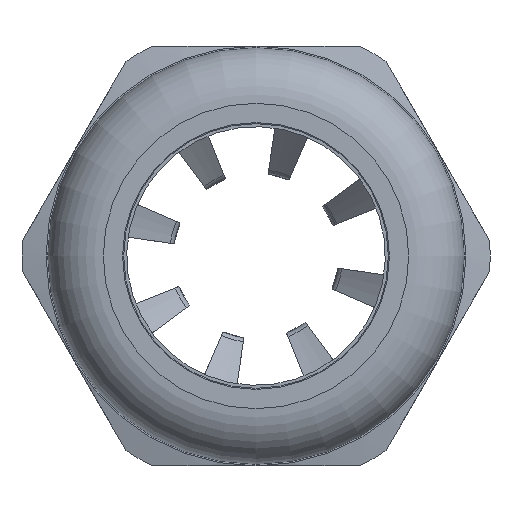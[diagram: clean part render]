
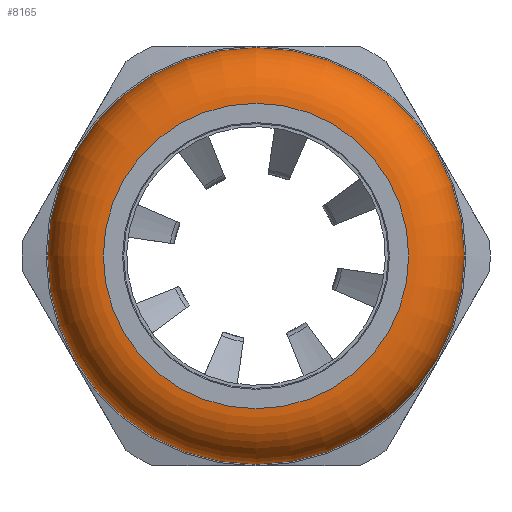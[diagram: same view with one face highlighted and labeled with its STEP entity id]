
A CAD part, left-side view. The second image highlights one B-rep face of the part: STEP entity #8165.
In plain terms, the highlighted toroidal (fillet/blend) face has major radius 14.55 mm and minor radius 5.3 mm.
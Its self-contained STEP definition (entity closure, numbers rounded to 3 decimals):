
#60=TOROIDAL_SURFACE('',#8742,14.55,5.3);
#209=FACE_BOUND('',#1480,.T.);
#496=CIRCLE('',#8738,14.55);
#498=CIRCLE('',#8743,19.85);
#997=FACE_OUTER_BOUND('',#1479,.T.);
#1479=EDGE_LOOP('',(#5565));
#1480=EDGE_LOOP('',(#5566));
#3315=VERTEX_POINT('',#14288);
#3317=VERTEX_POINT('',#14295);
#4203=EDGE_CURVE('',#3315,#3315,#496,.T.);
#4205=EDGE_CURVE('',#3317,#3317,#498,.T.);
#5565=ORIENTED_EDGE('',*,*,#4203,.T.);
#5566=ORIENTED_EDGE('',*,*,#4205,.F.);
#8165=ADVANCED_FACE('',(#997,#209),#60,.T.);
#8738=AXIS2_PLACEMENT_3D('',#14289,#9797,#9798);
#8742=AXIS2_PLACEMENT_3D('',#14294,#9805,#9806);
#8743=AXIS2_PLACEMENT_3D('',#14296,#9807,#9808);
#9797=DIRECTION('center_axis',(1.,0.,0.));
#9798=DIRECTION('ref_axis',(0.,0.,-1.));
#9805=DIRECTION('center_axis',(1.,0.,0.));
#9806=DIRECTION('ref_axis',(0.,0.,-1.));
#9807=DIRECTION('center_axis',(1.,0.,0.));
#9808=DIRECTION('ref_axis',(0.,0.,-1.));
#14288=CARTESIAN_POINT('',(-24.3,14.55,0.));
#14289=CARTESIAN_POINT('Origin',(-24.3,0.,0.));
#14294=CARTESIAN_POINT('Origin',(-19.,0.,0.));
#14295=CARTESIAN_POINT('',(-19.,19.85,0.));
#14296=CARTESIAN_POINT('Origin',(-19.,0.,0.));
